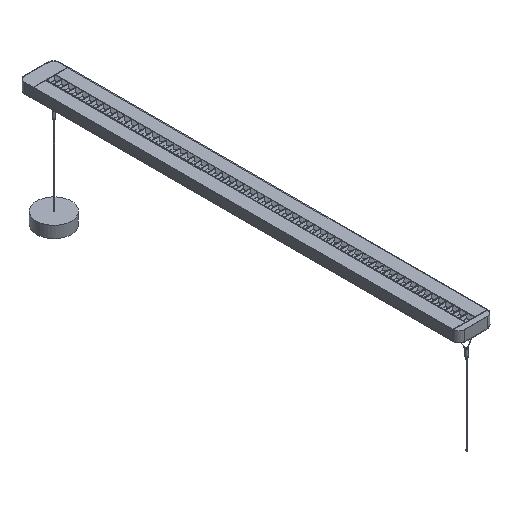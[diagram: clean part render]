
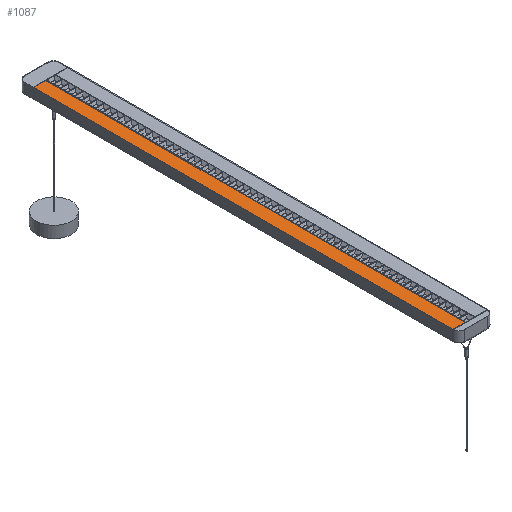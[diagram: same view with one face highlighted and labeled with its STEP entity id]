
A CAD part, isometric view. The second image highlights one B-rep face of the part: STEP entity #1087.
In plain terms, the highlighted face is planar.
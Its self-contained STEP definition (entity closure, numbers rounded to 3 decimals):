
#1087 = ADVANCED_FACE ( 'NONE', ( #30869 ), #13855, .T. ) ;
#1312 = CARTESIAN_POINT ( 'NONE',  ( -15.7, -708.807, -434.49 ) ) ;
#2053 = LINE ( 'NONE', #2351, #24634 ) ;
#2155 = VERTEX_POINT ( 'NONE', #26066 ) ;
#2351 = CARTESIAN_POINT ( 'NONE',  ( -15.4, 449.693, -434.49 ) ) ;
#3372 = LINE ( 'NONE', #1312, #10054 ) ;
#3791 = DIRECTION ( 'NONE',  ( 0., 0., -1. ) ) ;
#4078 = CARTESIAN_POINT ( 'NONE',  ( -15.4, 738.993, -434.49 ) ) ;
#6385 = VERTEX_POINT ( 'NONE', #19319 ) ;
#6451 = EDGE_CURVE ( 'NONE', #21324, #28037, #2053, .T. ) ;
#6834 = DIRECTION ( 'NONE',  ( 1., 0., 0. ) ) ;
#7203 = DIRECTION ( 'NONE',  ( -1., 0., 0. ) ) ;
#10054 = VECTOR ( 'NONE', #18266, 1000. ) ;
#10364 = VECTOR ( 'NONE', #29073, 1000. ) ;
#10509 = EDGE_CURVE ( 'NONE', #6385, #2155, #21692, .T. ) ;
#10603 = ORIENTED_EDGE ( 'NONE', *, *, #30386, .F. ) ;
#10978 = ORIENTED_EDGE ( 'NONE', *, *, #15562, .T. ) ;
#11486 = CARTESIAN_POINT ( 'NONE',  ( -15.4, -708.807, -434.49 ) ) ;
#13561 = ORIENTED_EDGE ( 'NONE', *, *, #10509, .F. ) ;
#13855 = PLANE ( 'NONE',  #28294 ) ;
#14277 = ORIENTED_EDGE ( 'NONE', *, *, #6451, .T. ) ;
#15329 = VECTOR ( 'NONE', #7203, 1000. ) ;
#15562 = EDGE_CURVE ( 'NONE', #28037, #2155, #3372, .T. ) ;
#18266 = DIRECTION ( 'NONE',  ( -1., 0., 0. ) ) ;
#19308 = CARTESIAN_POINT ( 'NONE',  ( -60., 449.693, -434.49 ) ) ;
#19319 = CARTESIAN_POINT ( 'NONE',  ( -60., 738.993, -434.49 ) ) ;
#20893 = CARTESIAN_POINT ( 'NONE',  ( -60., 449.693, -434.49 ) ) ;
#21324 = VERTEX_POINT ( 'NONE', #4078 ) ;
#21692 = LINE ( 'NONE', #19308, #10364 ) ;
#24428 = DIRECTION ( 'NONE',  ( 0., -1., 0. ) ) ;
#24634 = VECTOR ( 'NONE', #24428, 1000. ) ;
#26066 = CARTESIAN_POINT ( 'NONE',  ( -60., -708.807, -434.49 ) ) ;
#27049 = EDGE_LOOP ( 'NONE', ( #10603, #14277, #10978, #13561 ) ) ;
#28037 = VERTEX_POINT ( 'NONE', #11486 ) ;
#28294 = AXIS2_PLACEMENT_3D ( 'NONE', #20893, #3791, #6834 ) ;
#28976 = CARTESIAN_POINT ( 'NONE',  ( -15.7, 738.993, -434.49 ) ) ;
#29073 = DIRECTION ( 'NONE',  ( 0., -1., 0. ) ) ;
#30386 = EDGE_CURVE ( 'NONE', #21324, #6385, #31256, .T. ) ;
#30869 = FACE_OUTER_BOUND ( 'NONE', #27049, .T. ) ;
#31256 = LINE ( 'NONE', #28976, #15329 ) ;
